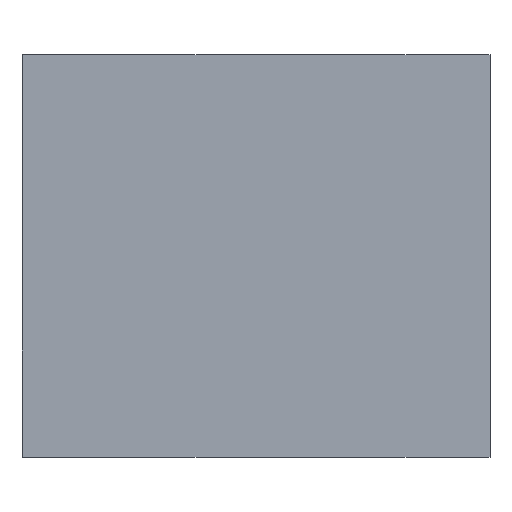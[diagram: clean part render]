
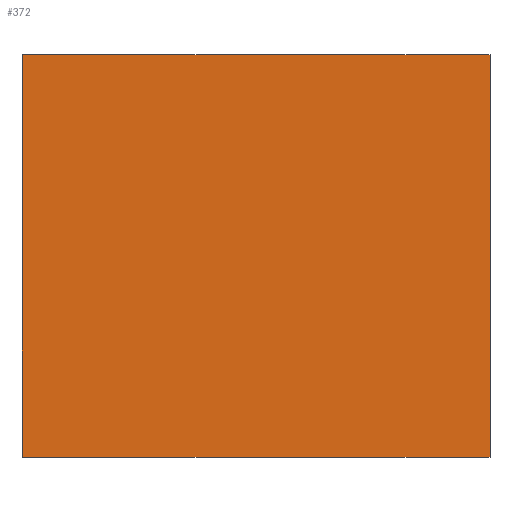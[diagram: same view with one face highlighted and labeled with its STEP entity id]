
A CAD part, top view. The second image highlights one B-rep face of the part: STEP entity #372.
In plain terms, the highlighted planar face has unit normal (0, 0, 1).
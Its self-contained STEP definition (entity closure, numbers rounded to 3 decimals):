
#372 = ADVANCED_FACE( '', ( #793 ), #794, .T. );
#793 = FACE_OUTER_BOUND( '', #1219, .T. );
#794 = PLANE( '', #1220 );
#1219 = EDGE_LOOP( '', ( #2788, #2789, #2790, #2791 ) );
#1220 = AXIS2_PLACEMENT_3D( '', #2792, #2793, #2794 );
#2788 = ORIENTED_EDGE( '', *, *, #3304, .T. );
#2789 = ORIENTED_EDGE( '', *, *, #3313, .F. );
#2790 = ORIENTED_EDGE( '', *, *, #3287, .T. );
#2791 = ORIENTED_EDGE( '', *, *, #3320, .T. );
#2792 = CARTESIAN_POINT( '', ( -37.5, -40., 31. ) );
#2793 = DIRECTION( '', ( 0., 0., 1. ) );
#2794 = DIRECTION( '', ( 1., 0., 0. ) );
#3287 = EDGE_CURVE( '', #4095, #4093, #4096, .T. );
#3304 = EDGE_CURVE( '', #4128, #4126, #4129, .T. );
#3313 = EDGE_CURVE( '', #4095, #4126, #4141, .T. );
#3320 = EDGE_CURVE( '', #4093, #4128, #4151, .T. );
#4093 = VERTEX_POINT( '', #5275 );
#4095 = VERTEX_POINT( '', #5278 );
#4096 = LINE( '', #5279, #5280 );
#4126 = VERTEX_POINT( '', #5320 );
#4128 = VERTEX_POINT( '', #5323 );
#4129 = LINE( '', #5324, #5325 );
#4141 = LINE( '', #5342, #5343 );
#4151 = LINE( '', #5355, #5356 );
#5275 = CARTESIAN_POINT( '', ( 37.5, -40., 31. ) );
#5278 = CARTESIAN_POINT( '', ( -55.5, -40., 31. ) );
#5279 = CARTESIAN_POINT( '', ( -37.5, -40., 31. ) );
#5280 = VECTOR( '', #6049, 1000. );
#5320 = CARTESIAN_POINT( '', ( -55.5, 40., 31. ) );
#5323 = CARTESIAN_POINT( '', ( 37.5, 40., 31. ) );
#5324 = CARTESIAN_POINT( '', ( 37.5, 40., 31. ) );
#5325 = VECTOR( '', #6076, 1000. );
#5342 = CARTESIAN_POINT( '', ( -55.5, -40., 31. ) );
#5343 = VECTOR( '', #6091, 1000. );
#5355 = CARTESIAN_POINT( '', ( 37.5, -40., 31. ) );
#5356 = VECTOR( '', #6106, 1000. );
#6049 = DIRECTION( '', ( 1., 0., 0. ) );
#6076 = DIRECTION( '', ( -1., 0., 0. ) );
#6091 = DIRECTION( '', ( 0., 1., 0. ) );
#6106 = DIRECTION( '', ( 0., 1., 0. ) );
